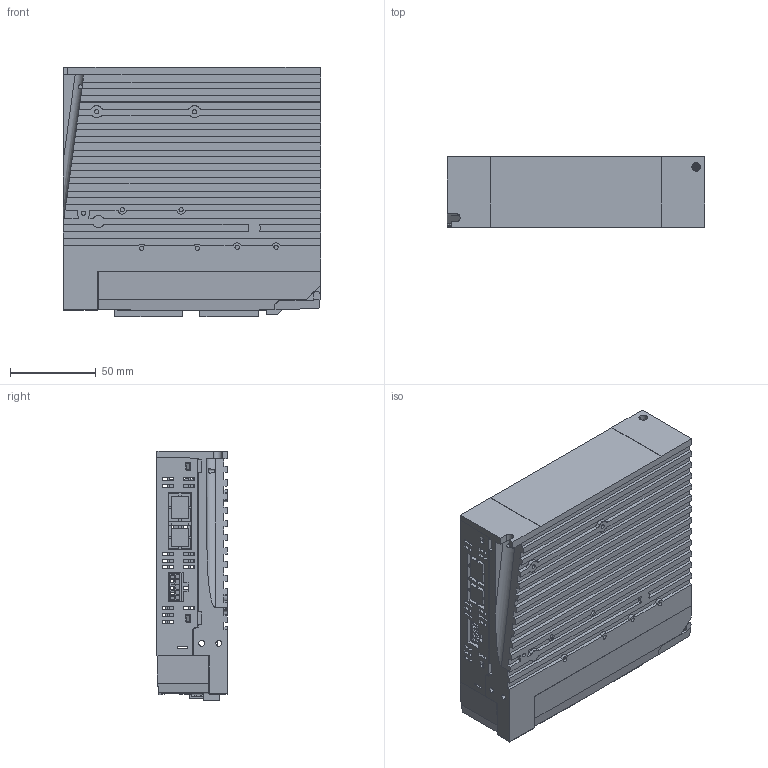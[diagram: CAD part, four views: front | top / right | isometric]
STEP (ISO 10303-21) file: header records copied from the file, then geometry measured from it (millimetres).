
FILE_DESCRIPTION (( 'STEP AP214' ), '1' );
FILE_NAME ('200W.STEP', '2015-03-30T06:22:53', ( '' ), ( '' ), 'SwSTEP 2.0', 'SolidWorks 2014', '' );
FILE_SCHEMA (( 'AUTOMOTIVE_DESIGN' ));
Length unit declared in the file: millimetre
Products named in the file (1): 200W
Bounding box: 150 x 41.2 x 145.5 mm (x, y, z)
Surface area: 134746.3 mm2 (no closed solid volume)
Topology: 0 solids, 31 shells, 1661 faces, 6407 edges, 4645 vertices
Faces by surface type: plane 1360, cylinder 251, cone 25, bspline 23, torus 2
Entity records: 84790 total; most frequent: CARTESIAN_POINT 14151, DIRECTION 10125, ORIENTED_EDGE 9994, EDGE_CURVE 6401, VECTOR 5463, LINE 5463, VERTEX_POINT 4645, AXIS2_PLACEMENT_3D 2331
